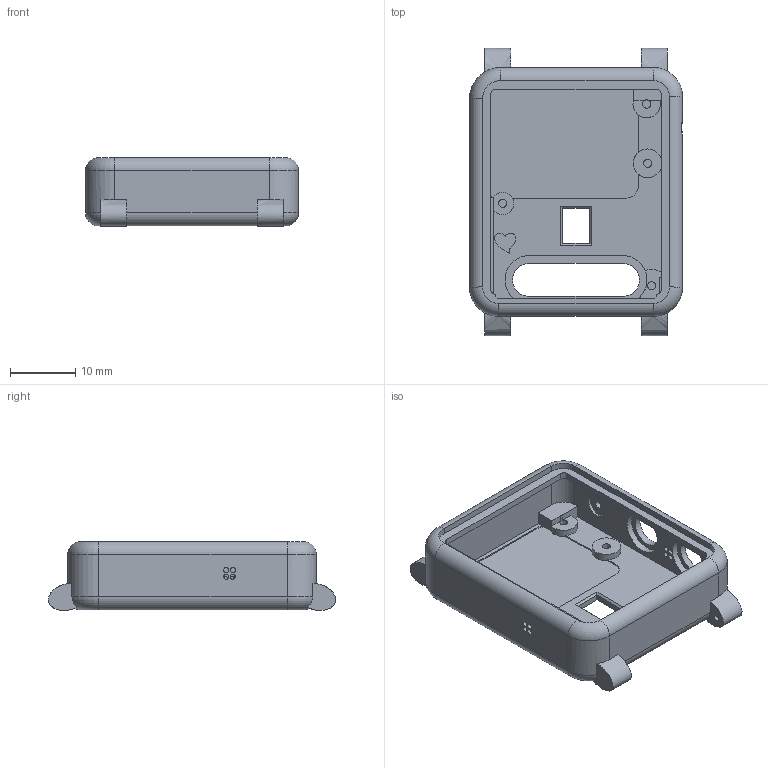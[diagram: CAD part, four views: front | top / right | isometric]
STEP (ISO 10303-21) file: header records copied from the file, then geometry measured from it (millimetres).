
FILE_DESCRIPTION(/* description */ (''),/* implementation_level */ '2;1');
FILE_NAME(/* name */ 'WeLoopThymeWatchWatchV2.step',/* time_stamp */ '2024-11-16T21:01:03+08:00',/* author */ (''),/* organization */ (''),/* preprocessor_version */ 'ST-DEVELOPER v20',/* originating_system */ 'Autodesk Translation Framework v13.20.0.188',/* authorisation */ '');
FILE_SCHEMA (('AUTOMOTIVE_DESIGN { 1 0 10303 214 3 1 1 }'));
Length unit declared in the file: millimetre
Products named in the file (2): 方形ThymeWatch手表V2; 外壳
Assembly tree (1 placements, depth 2):
  方形ThymeWatch手表V2
    外壳
Bounding box: 32.7 x 44.09 x 10.58 mm (x, y, z)
Volume: 3626.5 mm3; surface area: 5279.2 mm2
Topology: 1 solids, 1 shells, 405 faces, 1121 edges, 737 vertices
Faces by surface type: bspline 198, plane 141, cylinder 56, torus 8, cone 2
Full cylindrical faces by diameter (mm): 0.8 x4, 0.9 x4, 1.1 x1, 1.25 x4, 3.5 x1, 4.4 x1, 5 x2, 6.6 x2, 7.7 x1
Entity records: 15026 total; most frequent: CARTESIAN_POINT 5748, ORIENTED_EDGE 2242, DIRECTION 1301, EDGE_CURVE 1121, VERTEX_POINT 737, LINE 569, VECTOR 569, EDGE_LOOP 450
